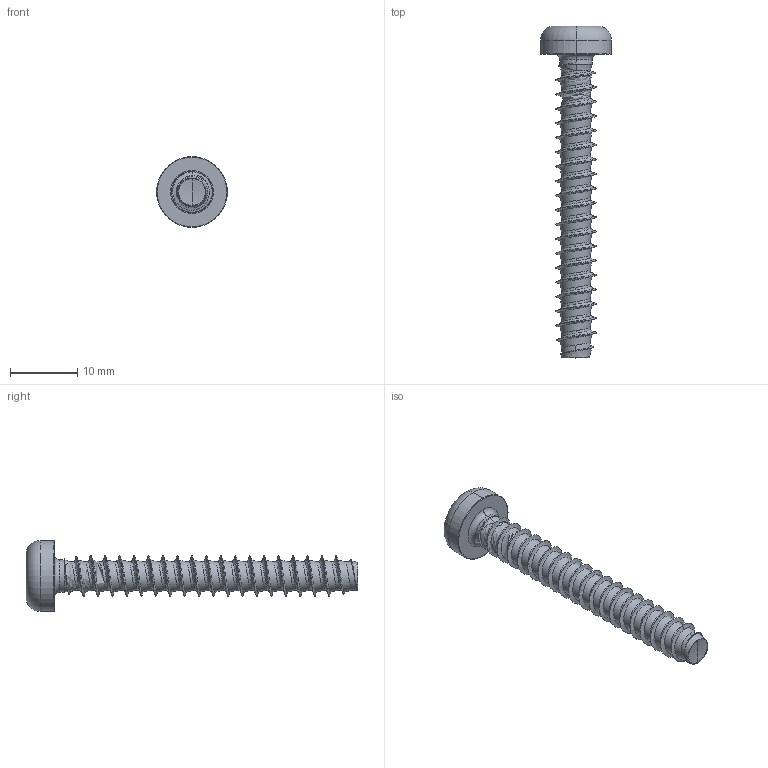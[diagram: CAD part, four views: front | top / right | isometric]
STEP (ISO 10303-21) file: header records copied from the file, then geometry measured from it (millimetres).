
FILE_DESCRIPTION (( 'STEP AP203' ), '1' );
FILE_NAME ('STP420600450.STEP', '2017-08-16T15:24:30', ( '' ), ( '' ), 'SwSTEP 2.0', 'SolidWorks 2015', '' );
FILE_SCHEMA (( 'CONFIG_CONTROL_DESIGN' ));
Products named in the file (1): STP420600450
Bounding box: 10.5 x 49.19 x 10.5 mm (x, y, z)
Volume: 1050.6 mm3; surface area: 1330 mm2
Topology: 1 solids, 1 shells, 130 faces, 328 edges, 202 vertices
Faces by surface type: cylinder 67, bspline 35, cone 11, torus 10, sphere 4, plane 3
Entity records: 36528 total; most frequent: CARTESIAN_POINT 33800, ORIENTED_EDGE 656, DIRECTION 422, EDGE_CURVE 328, VERTEX_POINT 202, AXIS2_PLACEMENT_3D 170, EDGE_LOOP 132, B_SPLINE_CURVE_WITH_KNOTS 132
